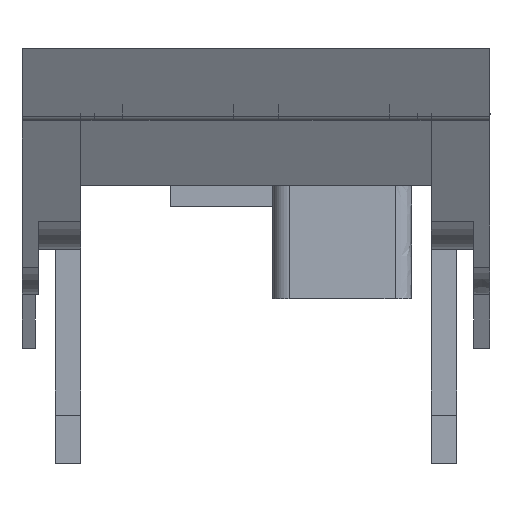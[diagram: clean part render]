
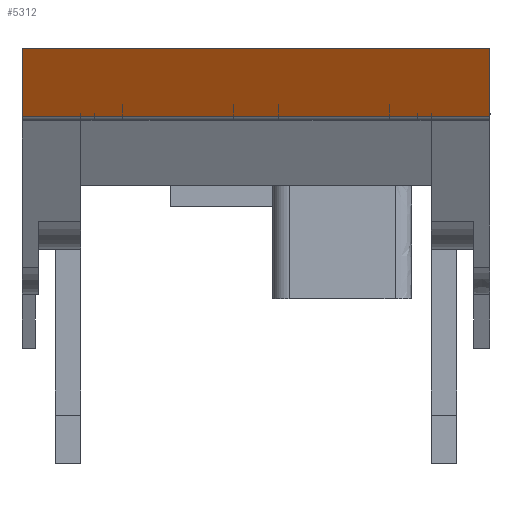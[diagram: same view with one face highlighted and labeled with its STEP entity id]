
A CAD part, front view. The second image highlights one B-rep face of the part: STEP entity #5312.
In plain terms, the highlighted planar face has unit normal (0, -0.873, -0.489).
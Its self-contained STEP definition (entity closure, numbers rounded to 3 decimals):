
#5294=AXIS2_PLACEMENT_3D('Plane Axis2P3D',#5291,#5292,#5293) ;
#2231=CARTESIAN_POINT('Vertex',(0.,1.425,12.955)) ;
#2234=CARTESIAN_POINT('Line Origine',(0.,0.713,14.227)) ;
#2238=CARTESIAN_POINT('Vertex',(0.,0.,15.5)) ;
#2369=CARTESIAN_POINT('Vertex',(17.5,0.,15.5)) ;
#2372=CARTESIAN_POINT('Line Origine',(17.5,0.713,14.227)) ;
#2376=CARTESIAN_POINT('Vertex',(17.5,1.425,12.955)) ;
#5291=CARTESIAN_POINT('Axis2P3D Location',(11.25,1.507,12.809)) ;
#5296=CARTESIAN_POINT('Line Origine',(8.75,1.425,12.955)) ;
#5301=CARTESIAN_POINT('Line Origine',(8.75,0.,15.5)) ;
#2235=DIRECTION('Vector Direction',(0.,-0.489,0.872)) ;
#2373=DIRECTION('Vector Direction',(0.,-0.489,0.872)) ;
#5292=DIRECTION('Axis2P3D Direction',(0.,0.872,0.489)) ;
#5293=DIRECTION('Axis2P3D XDirection',(0.,-0.489,0.872)) ;
#5297=DIRECTION('Vector Direction',(1.,0.,0.)) ;
#5302=DIRECTION('Vector Direction',(-1.,0.,0.)) ;
#2236=VECTOR('Line Direction',#2235,1.) ;
#2374=VECTOR('Line Direction',#2373,1.) ;
#5298=VECTOR('Line Direction',#5297,1.) ;
#5303=VECTOR('Line Direction',#5302,1.) ;
#5307=ORIENTED_EDGE('',*,*,#5300,.T.) ;
#5308=ORIENTED_EDGE('',*,*,#2378,.F.) ;
#5309=ORIENTED_EDGE('',*,*,#5305,.T.) ;
#5310=ORIENTED_EDGE('',*,*,#2240,.F.) ;
#5312=ADVANCED_FACE('FRONT',(#5311),#5295,.F.) ;
#2240=EDGE_CURVE('',#2232,#2239,#2237,.T.) ;
#2378=EDGE_CURVE('',#2370,#2377,#2375,.F.) ;
#5300=EDGE_CURVE('',#2232,#2377,#5299,.T.) ;
#5305=EDGE_CURVE('',#2370,#2239,#5304,.T.) ;
#5306=EDGE_LOOP('',(#5307,#5308,#5309,#5310)) ;
#5311=FACE_OUTER_BOUND('',#5306,.T.) ;
#2237=LINE('Line',#2234,#2236) ;
#2375=LINE('Line',#2372,#2374) ;
#5299=LINE('Line',#5296,#5298) ;
#5304=LINE('Line',#5301,#5303) ;
#5295=PLANE('',#5294) ;
#2232=VERTEX_POINT('',#2231) ;
#2239=VERTEX_POINT('',#2238) ;
#2370=VERTEX_POINT('',#2369) ;
#2377=VERTEX_POINT('',#2376) ;
